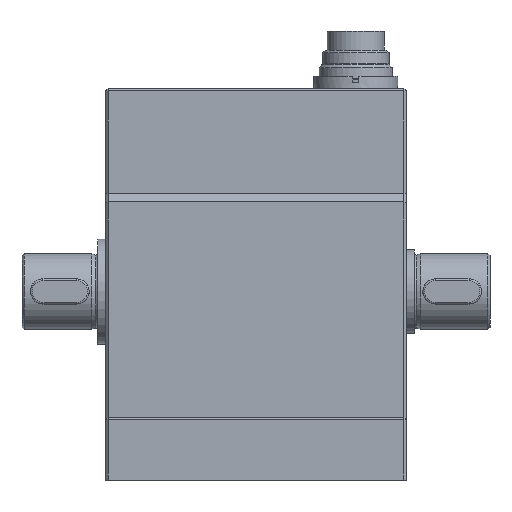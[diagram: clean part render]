
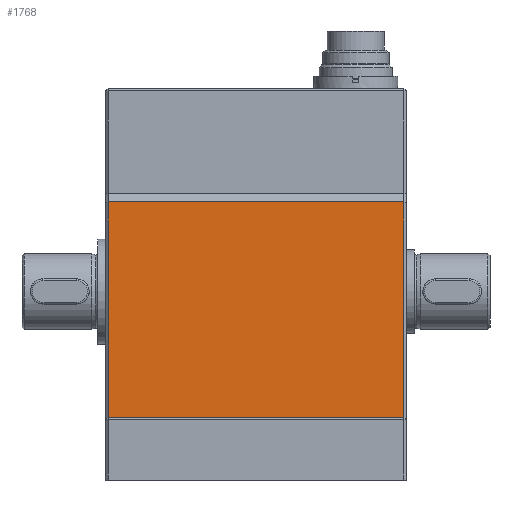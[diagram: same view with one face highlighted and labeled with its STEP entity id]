
A CAD part, top view. The second image highlights one B-rep face of the part: STEP entity #1768.
In plain terms, the highlighted face is planar.
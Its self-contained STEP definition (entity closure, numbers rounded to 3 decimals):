
#1768 = ADVANCED_FACE( '', ( #3507 ), #3508, .T. );
#3507 = FACE_OUTER_BOUND( '', #5284, .T. );
#3508 = PLANE( '', #5285 );
#5284 = EDGE_LOOP( '', ( #8470, #8471, #8472, #8473 ) );
#5285 = AXIS2_PLACEMENT_3D( '', #8474, #8475, #8476 );
#8470 = ORIENTED_EDGE( '', *, *, #10372, .T. );
#8471 = ORIENTED_EDGE( '', *, *, #9676, .T. );
#8472 = ORIENTED_EDGE( '', *, *, #10157, .T. );
#8473 = ORIENTED_EDGE( '', *, *, #10427, .T. );
#8474 = CARTESIAN_POINT( '', ( -22., 71.5, 68.3 ) );
#8475 = DIRECTION( '', ( -1., 0., 0. ) );
#8476 = DIRECTION( '', ( 0., 0., 1. ) );
#9676 = EDGE_CURVE( '', #11201, #11264, #11266, .T. );
#10157 = EDGE_CURVE( '', #11264, #11054, #11996, .T. );
#10372 = EDGE_CURVE( '', #12172, #11201, #12271, .T. );
#10427 = EDGE_CURVE( '', #11054, #12172, #12334, .T. );
#11054 = VERTEX_POINT( '', #13069 );
#11201 = VERTEX_POINT( '', #13335 );
#11264 = VERTEX_POINT( '', #13414 );
#11266 = LINE( '', #13417, #13418 );
#11996 = LINE( '', #14341, #14342 );
#12172 = VERTEX_POINT( '', #14587 );
#12271 = LINE( '', #14710, #14711 );
#12334 = LINE( '', #14790, #14791 );
#13069 = CARTESIAN_POINT( '', ( -22., 71., 66.3 ) );
#13335 = CARTESIAN_POINT( '', ( -22., 0.5, 15. ) );
#13414 = CARTESIAN_POINT( '', ( -22., 0.5, 66.3 ) );
#13417 = CARTESIAN_POINT( '', ( -22., 0.5, 68.3 ) );
#13418 = VECTOR( '', #15600, 1000. );
#14341 = CARTESIAN_POINT( '', ( -22., 71.5, 66.3 ) );
#14342 = VECTOR( '', #16247, 1000. );
#14587 = CARTESIAN_POINT( '', ( -22., 71., 15. ) );
#14710 = CARTESIAN_POINT( '', ( -22., 71.5, 15. ) );
#14711 = VECTOR( '', #16466, 1000. );
#14790 = CARTESIAN_POINT( '', ( -22., 71., 15. ) );
#14791 = VECTOR( '', #16504, 1000. );
#15600 = DIRECTION( '', ( 0., 0., 1. ) );
#16247 = DIRECTION( '', ( 0., 1., 0. ) );
#16466 = DIRECTION( '', ( 0., -1., 0. ) );
#16504 = DIRECTION( '', ( 0., 0., -1. ) );
